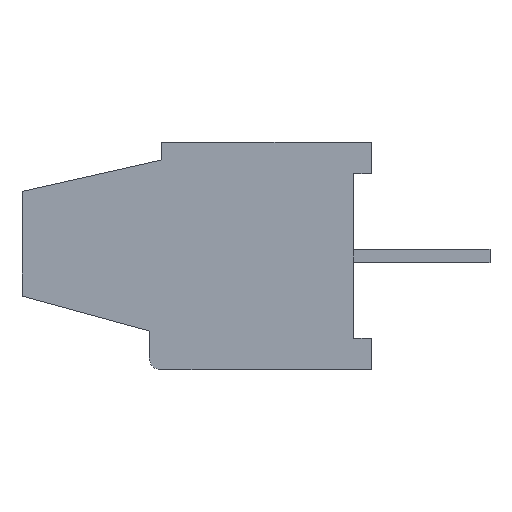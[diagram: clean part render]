
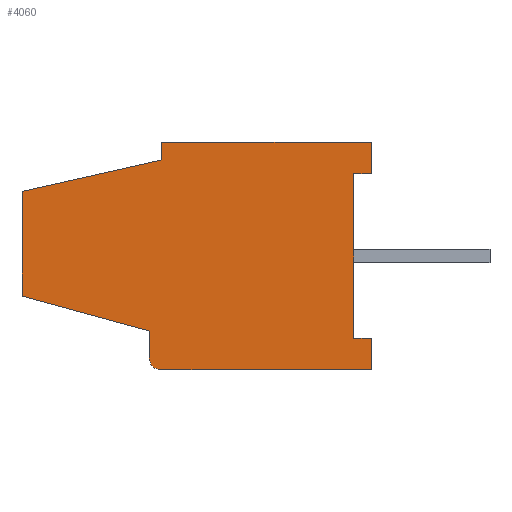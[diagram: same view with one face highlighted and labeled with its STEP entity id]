
A CAD part, left-side view. The second image highlights one B-rep face of the part: STEP entity #4060.
In plain terms, the highlighted planar face has unit normal (-1, 0, 0).
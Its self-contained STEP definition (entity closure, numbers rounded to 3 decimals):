
#527=DIRECTION('',(0.,-0.964,-0.264));
#528=VECTOR('',#527,3.785);
#529=CARTESIAN_POINT('',(-10.39,7.,-4.4));
#530=LINE('',#529,#528);
#531=DIRECTION('',(0.,0.,-1.));
#532=VECTOR('',#531,3.);
#533=CARTESIAN_POINT('',(-10.39,7.,-1.4));
#534=LINE('',#533,#532);
#535=DIRECTION('',(0.,0.976,-0.22));
#536=VECTOR('',#535,4.1);
#537=CARTESIAN_POINT('',(-10.39,3.,-0.5));
#538=LINE('',#537,#536);
#539=DIRECTION('',(0.,0.,-1.));
#540=VECTOR('',#539,0.5);
#541=CARTESIAN_POINT('',(-10.39,3.,0.));
#542=LINE('',#541,#540);
#543=DIRECTION('',(0.,1.,0.));
#544=VECTOR('',#543,6.);
#545=CARTESIAN_POINT('',(-10.39,-3.,0.));
#546=LINE('',#545,#544);
#547=DIRECTION('',(0.,0.,1.));
#548=VECTOR('',#547,0.9);
#549=CARTESIAN_POINT('',(-10.39,-3.,-0.9));
#550=LINE('',#549,#548);
#551=DIRECTION('',(0.,-1.,0.));
#552=VECTOR('',#551,0.5);
#553=CARTESIAN_POINT('',(-10.39,-2.5,-0.9));
#554=LINE('',#553,#552);
#555=DIRECTION('',(0.,0.,1.));
#556=VECTOR('',#555,4.7);
#557=CARTESIAN_POINT('',(-10.39,-2.5,-5.6));
#558=LINE('',#557,#556);
#559=DIRECTION('',(0.,1.,0.));
#560=VECTOR('',#559,0.5);
#561=CARTESIAN_POINT('',(-10.39,-3.,-5.6));
#562=LINE('',#561,#560);
#563=DIRECTION('',(0.,0.,1.));
#564=VECTOR('',#563,0.9);
#565=CARTESIAN_POINT('',(-10.39,-3.,-6.5));
#566=LINE('',#565,#564);
#567=DIRECTION('',(0.,-1.,0.));
#568=VECTOR('',#567,6.05);
#569=CARTESIAN_POINT('',(-10.39,3.05,-6.5));
#570=LINE('',#569,#568);
#571=CARTESIAN_POINT('',(-10.39,3.05,-6.2));
#572=DIRECTION('',(-1.,0.,0.));
#573=DIRECTION('',(0.,1.,0.));
#574=AXIS2_PLACEMENT_3D('',#571,#572,#573);
#576=DIRECTION('',(0.,0.,-1.));
#577=VECTOR('',#576,0.8);
#578=CARTESIAN_POINT('',(-10.39,3.35,-5.4));
#579=LINE('',#578,#577);
#2602=CARTESIAN_POINT('',(-10.39,7.,-4.4));
#2603=CARTESIAN_POINT('',(-10.39,3.35,-5.4));
#2604=VERTEX_POINT('',#2602);
#2605=VERTEX_POINT('',#2603);
#2606=CARTESIAN_POINT('',(-10.39,3.35,-6.2));
#2607=VERTEX_POINT('',#2606);
#2608=CARTESIAN_POINT('',(-10.39,3.05,-6.5));
#2609=CARTESIAN_POINT('',(-10.39,-3.,-6.5));
#2610=VERTEX_POINT('',#2608);
#2611=VERTEX_POINT('',#2609);
#2612=CARTESIAN_POINT('',(-10.39,-3.,-5.6));
#2613=VERTEX_POINT('',#2612);
#2614=CARTESIAN_POINT('',(-10.39,-2.5,-5.6));
#2615=VERTEX_POINT('',#2614);
#2616=CARTESIAN_POINT('',(-10.39,-2.5,-0.9));
#2617=VERTEX_POINT('',#2616);
#2618=CARTESIAN_POINT('',(-10.39,-3.,-0.9));
#2619=VERTEX_POINT('',#2618);
#2620=CARTESIAN_POINT('',(-10.39,-3.,0.));
#2621=VERTEX_POINT('',#2620);
#2622=CARTESIAN_POINT('',(-10.39,3.,0.));
#2623=VERTEX_POINT('',#2622);
#2624=CARTESIAN_POINT('',(-10.39,3.,-0.5));
#2625=VERTEX_POINT('',#2624);
#2626=CARTESIAN_POINT('',(-10.39,7.,-1.4));
#2627=VERTEX_POINT('',#2626);
#4031=CARTESIAN_POINT('',(-10.39,0.,0.));
#4032=DIRECTION('',(-1.,0.,0.));
#4033=DIRECTION('',(0.,-1.,0.));
#4034=AXIS2_PLACEMENT_3D('',#4031,#4032,#4033);
#4035=PLANE('',#4034);
#4036=ORIENTED_EDGE('',*,*,#3442,.F.);
#4038=ORIENTED_EDGE('',*,*,#4037,.F.);
#4040=ORIENTED_EDGE('',*,*,#4039,.F.);
#4042=ORIENTED_EDGE('',*,*,#4041,.F.);
#4044=ORIENTED_EDGE('',*,*,#4043,.F.);
#4046=ORIENTED_EDGE('',*,*,#4045,.F.);
#4048=ORIENTED_EDGE('',*,*,#4047,.F.);
#4050=ORIENTED_EDGE('',*,*,#4049,.F.);
#4052=ORIENTED_EDGE('',*,*,#4051,.F.);
#4054=ORIENTED_EDGE('',*,*,#4053,.F.);
#4055=ORIENTED_EDGE('',*,*,#3632,.F.);
#4056=ORIENTED_EDGE('',*,*,#3662,.F.);
#4057=ORIENTED_EDGE('',*,*,#3917,.F.);
#4058=EDGE_LOOP('',(#4036,#4038,#4040,#4042,#4044,#4046,#4048,#4050,#4052,#4054,
#4055,#4056,#4057));
#4059=FACE_OUTER_BOUND('',#4058,.F.);
#575=CIRCLE('',#574,0.3);
#3442=EDGE_CURVE('',#2604,#2605,#530,.T.);
#3632=EDGE_CURVE('',#2610,#2611,#570,.T.);
#3662=EDGE_CURVE('',#2607,#2610,#575,.T.);
#3917=EDGE_CURVE('',#2605,#2607,#579,.T.);
#4037=EDGE_CURVE('',#2627,#2604,#534,.T.);
#4039=EDGE_CURVE('',#2625,#2627,#538,.T.);
#4041=EDGE_CURVE('',#2623,#2625,#542,.T.);
#4043=EDGE_CURVE('',#2621,#2623,#546,.T.);
#4045=EDGE_CURVE('',#2619,#2621,#550,.T.);
#4047=EDGE_CURVE('',#2617,#2619,#554,.T.);
#4049=EDGE_CURVE('',#2615,#2617,#558,.T.);
#4051=EDGE_CURVE('',#2613,#2615,#562,.T.);
#4053=EDGE_CURVE('',#2611,#2613,#566,.T.);
#4060=ADVANCED_FACE('',(#4059),#4035,.T.);
